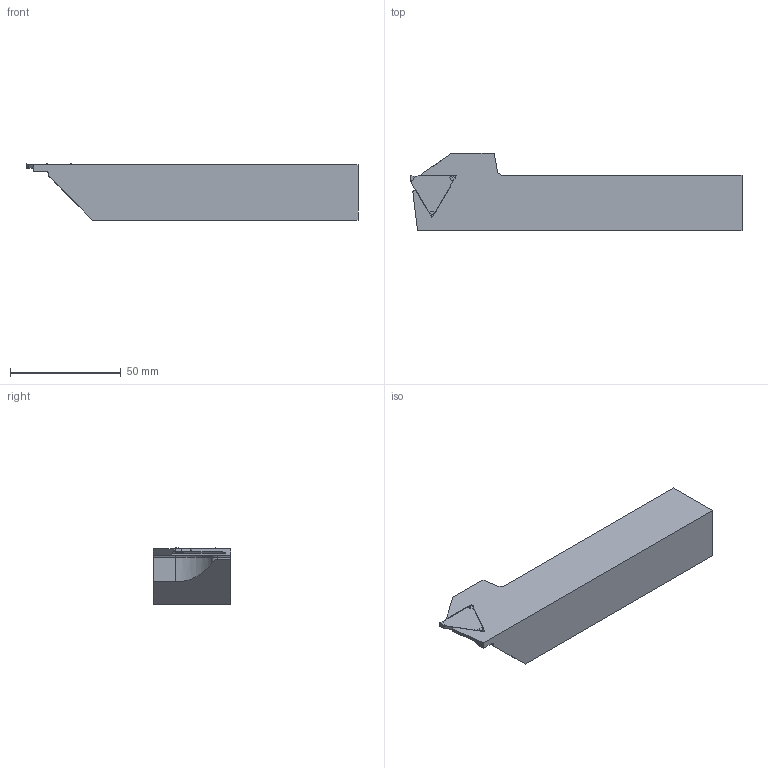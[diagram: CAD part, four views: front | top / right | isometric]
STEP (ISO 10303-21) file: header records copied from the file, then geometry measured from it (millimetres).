
FILE_DESCRIPTION(/* description */ (''),/* implementation_level */ '2;1');
FILE_NAME(/* name */ 'ADKT-H22-R-2525-(0.5-2)-T6x20.stp',/* time_stamp */ '2023-10-30T19:48:54+03:00',/* author */ (''),/* organization */ (''),/* preprocessor_version */ 'ST-DEVELOPER v19.4',/* originating_system */ 'SIEMENS PLM Software NX2306.3001',/* authorisation */ '');
FILE_SCHEMA (('AUTOMOTIVE_DESIGN { 1 0 10303 214 3 1 1 1 }'));
Length unit declared in the file: millimetre
Products named in the file (1): ADKT-H22-R-2525-(0.5-2)-T6x20-light
Bounding box: 150 x 35 x 25.35 mm (x, y, z)
Volume: 86766.3 mm3; surface area: 16406.9 mm2
Topology: 2 solids, 2 shells, 62 faces, 171 edges, 113 vertices
Faces by surface type: plane 36, cylinder 23, torus 3
Entity records: 2275 total; most frequent: CARTESIAN_POINT 402, DIRECTION 344, ORIENTED_EDGE 342, EDGE_CURVE 171, AXIS2_PLACEMENT_3D 121, VERTEX_POINT 113, LINE 102, VECTOR 102
